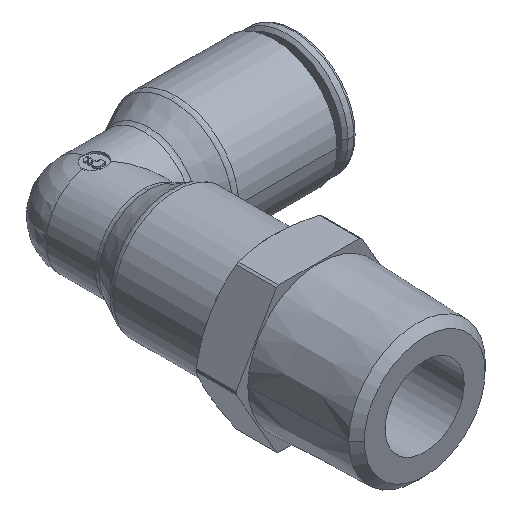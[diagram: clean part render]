
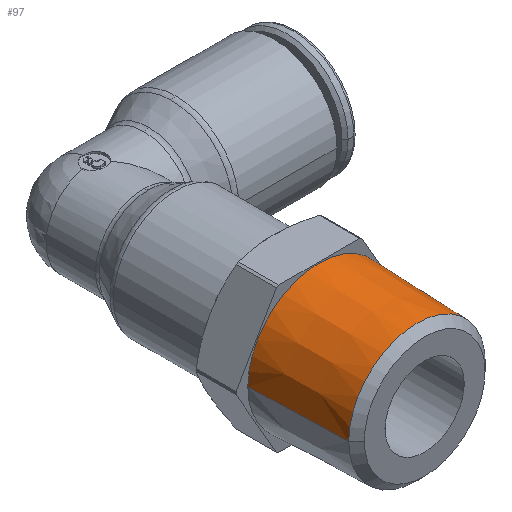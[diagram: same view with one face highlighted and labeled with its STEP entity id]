
A CAD part, isometric view. The second image highlights one B-rep face of the part: STEP entity #97.
In plain terms, the highlighted conical face has half-angle 1.79 degrees and reference radius 10.591 mm.
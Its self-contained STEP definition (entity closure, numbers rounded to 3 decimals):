
#97=ADVANCED_FACE('',(#243),#244,.T.);
#243=FACE_OUTER_BOUND('',#434,.T.);
#244=CONICAL_SURFACE('',#435,10.591,0.031);
#434=EDGE_LOOP('',(#930,#931,#932,#933));
#435=AXIS2_PLACEMENT_3D('',#934,#935,#936);
#930=ORIENTED_EDGE('',*,*,#1335,.T.);
#931=ORIENTED_EDGE('',*,*,#1422,.F.);
#932=ORIENTED_EDGE('',*,*,#1336,.T.);
#933=ORIENTED_EDGE('',*,*,#1423,.T.);
#934=CARTESIAN_POINT('',(0.0,-41.469,0.0));
#935=DIRECTION('',(-0.0,1.0,-0.0));
#936=DIRECTION('',(1.0,0.0,0.0));
#1335=EDGE_CURVE('',#1628,#1635,#1636,.T.);
#1336=EDGE_CURVE('',#1637,#1632,#1638,.T.);
#1422=EDGE_CURVE('',#1637,#1635,#1777,.T.);
#1423=EDGE_CURVE('',#1632,#1628,#1778,.T.);
#1628=VERTEX_POINT('',#2090);
#1632=VERTEX_POINT('',#2095);
#1635=VERTEX_POINT('',#2099);
#1636=LINE('',#2100,#2101);
#1637=VERTEX_POINT('',#2102);
#1638=LINE('',#2103,#2104);
#1777=CIRCLE('',#2372,10.821);
#1778=CIRCLE('',#2373,10.358);
#2090=CARTESIAN_POINT('',(10.358,-48.938,0.0));
#2095=CARTESIAN_POINT('',(-10.358,-48.938,0.));
#2099=CARTESIAN_POINT('',(10.821,-34.1,0.));
#2100=CARTESIAN_POINT('',(10.591,-41.469,0.));
#2101=VECTOR('',#2770,1.0);
#2102=CARTESIAN_POINT('',(-10.821,-34.1,0.));
#2103=CARTESIAN_POINT('',(-10.591,-41.469,0.));
#2104=VECTOR('',#2771,1.0);
#2372=AXIS2_PLACEMENT_3D('',#2915,#2916,#2917);
#2373=AXIS2_PLACEMENT_3D('',#2918,#2919,#2920);
#2770=DIRECTION('',(0.031,1.,0.));
#2771=DIRECTION('',(0.031,-1.,0.));
#2915=CARTESIAN_POINT('',(0.0,-34.1,0.0));
#2916=DIRECTION('',(-0.0,1.0,0.0));
#2917=DIRECTION('',(1.0,0.0,0.0));
#2918=CARTESIAN_POINT('',(0.0,-48.938,0.0));
#2919=DIRECTION('',(-0.0,1.0,0.0));
#2920=DIRECTION('',(1.0,0.0,0.0));
